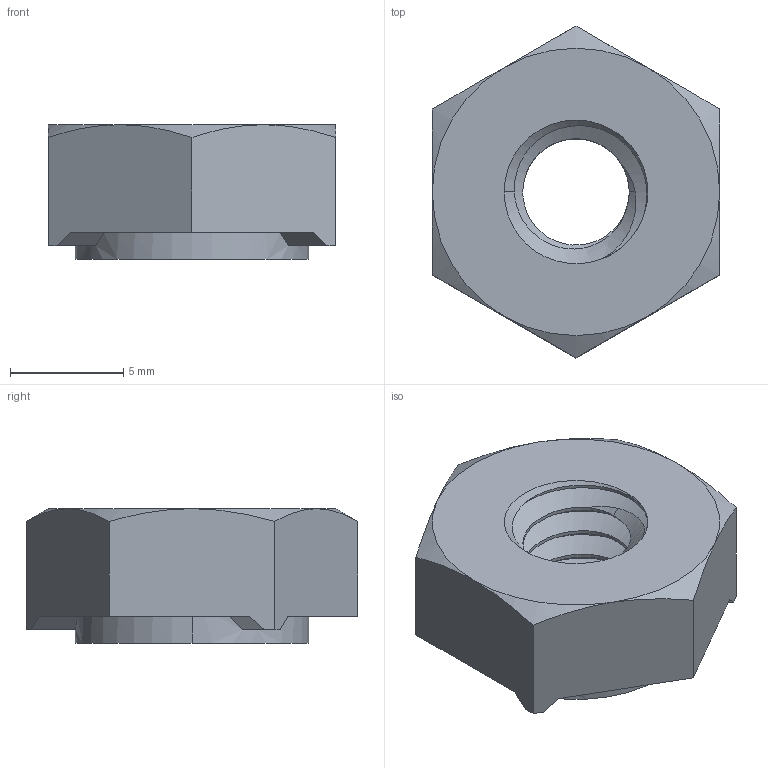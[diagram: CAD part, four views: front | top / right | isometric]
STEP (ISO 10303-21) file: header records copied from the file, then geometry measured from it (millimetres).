
FILE_DESCRIPTION (( 'STEP AP203' ), '1' );
FILE_NAME ('93560A140_Steel Hex Weld Nut_93560A140_sldprt.STEP', '2023-01-20T01:37:28', ( '' ), ( '' ), 'SwSTEP 2.0', 'SolidWorks 2022', '' );
FILE_SCHEMA (( 'CONFIG_CONTROL_DESIGN' ));
Length unit declared in the file: inch
Products named in the file (1): 93560A140_Steel Hex Weld Nut_93560A140_sldprt
Bounding box: 12.7 x 14.66 x 5.95 mm (x, y, z)
Volume: 618.8 mm3; surface area: 639.3 mm2
Topology: 1 solids, 1 shells, 56 faces, 150 edges, 96 vertices
Faces by surface type: cylinder 21, plane 20, cone 13, bspline 2
Entity records: 2515 total; most frequent: CARTESIAN_POINT 1189, ORIENTED_EDGE 300, DIRECTION 222, EDGE_CURVE 150, VERTEX_POINT 96, AXIS2_PLACEMENT_3D 81, VECTOR 60, LINE 60
